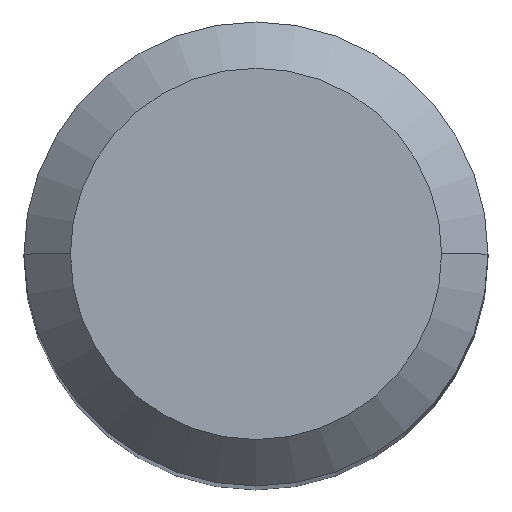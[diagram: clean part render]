
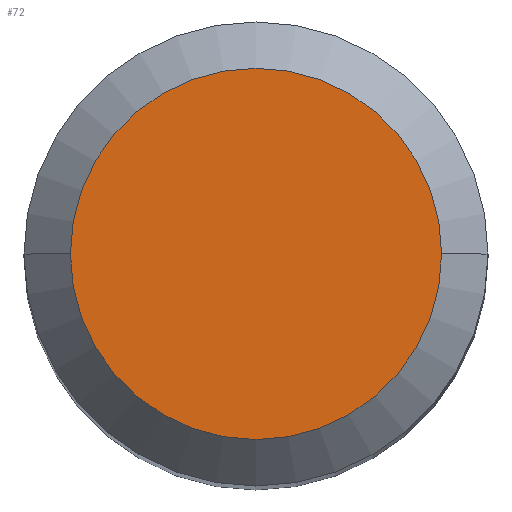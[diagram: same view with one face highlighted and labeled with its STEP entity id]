
A CAD part, top view. The second image highlights one B-rep face of the part: STEP entity #72.
In plain terms, the highlighted planar face has unit normal (0, 0, 1).
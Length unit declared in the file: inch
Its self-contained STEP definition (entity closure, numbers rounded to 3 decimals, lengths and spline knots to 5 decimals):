
#28 = AXIS2_PLACEMENT_3D ( 'NONE', #471, #311, #312 ) ;
#50 = CIRCLE ( 'NONE', #28, 0.09448 ) ;
#52 = DIRECTION ( 'NONE',  ( 1., 0., 0. ) ) ;
#55 = CIRCLE ( 'NONE', #195, 0.09448 ) ;
#64 = CARTESIAN_POINT ( 'NONE',  ( 0., 0., 0. ) ) ;
#72 = ADVANCED_FACE ( 'NONE', ( #150 ), #115, .F. ) ;
#84 = CARTESIAN_POINT ( 'NONE',  ( 0., 0., 0. ) ) ;
#115 = PLANE ( 'NONE',  #455 ) ;
#150 = FACE_OUTER_BOUND ( 'NONE', #378, .T. ) ;
#195 = AXIS2_PLACEMENT_3D ( 'NONE', #64, #227, #52 ) ;
#227 = DIRECTION ( 'NONE',  ( 0., 0., 1. ) ) ;
#239 = DIRECTION ( 'NONE',  ( -1., 0., 0. ) ) ;
#254 = VERTEX_POINT ( 'NONE', #342 ) ;
#269 = CARTESIAN_POINT ( 'NONE',  ( 0.09448, 0., 0. ) ) ;
#275 = EDGE_CURVE ( 'NONE', #254, #283, #50, .T. ) ;
#283 = VERTEX_POINT ( 'NONE', #269 ) ;
#301 = ORIENTED_EDGE ( 'NONE', *, *, #417, .T. ) ;
#311 = DIRECTION ( 'NONE',  ( 0., 0., 1. ) ) ;
#312 = DIRECTION ( 'NONE',  ( 1., 0., 0. ) ) ;
#331 = ORIENTED_EDGE ( 'NONE', *, *, #275, .T. ) ;
#333 = DIRECTION ( 'NONE',  ( 0., 0., -1. ) ) ;
#342 = CARTESIAN_POINT ( 'NONE',  ( -0.09448, 0., 0. ) ) ;
#378 = EDGE_LOOP ( 'NONE', ( #331, #301 ) ) ;
#417 = EDGE_CURVE ( 'NONE', #283, #254, #55, .T. ) ;
#455 = AXIS2_PLACEMENT_3D ( 'NONE', #84, #333, #239 ) ;
#471 = CARTESIAN_POINT ( 'NONE',  ( 0., 0., 0. ) ) ;
